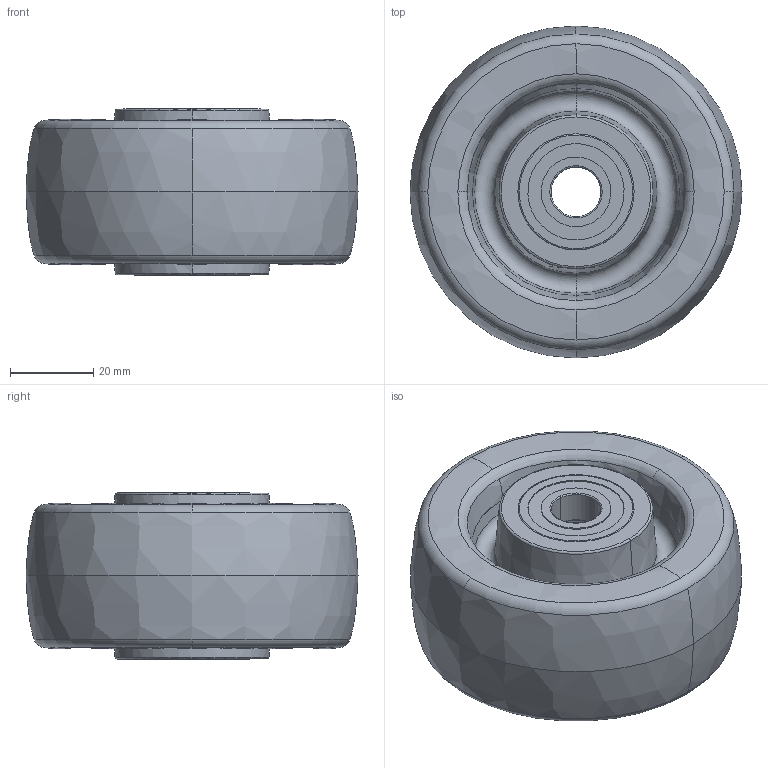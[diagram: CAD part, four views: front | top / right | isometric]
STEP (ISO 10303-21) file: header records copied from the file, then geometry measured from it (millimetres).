
FILE_DESCRIPTION (( 'STEP AP214' ), '1' );
FILE_NAME ('0033385.step', '2023-01-23T08:34:14', ( '' ), ( '' ), 'SwSTEP 2.0', 'SolidWorks 2020', '' );
FILE_SCHEMA (( 'AUTOMOTIVE_DESIGN' ));
Length unit declared in the file: millimetre
Products named in the file (1): 0033385
Bounding box: 80 x 80 x 40.1 mm (x, y, z)
Surface area: 26948 mm2 (no closed solid volume)
Topology: 0 solids, 10 shells, 76 faces, 188 edges, 122 vertices
Faces by surface type: torus 28, cylinder 18, bspline 12, plane 10, cone 8
Entity records: 3306 total; most frequent: CARTESIAN_POINT 603, DIRECTION 456, ORIENTED_EDGE 336, AXIS2_PLACEMENT_3D 215, EDGE_CURVE 188, CIRCLE 150, VERTEX_POINT 122, EDGE_LOOP 86
